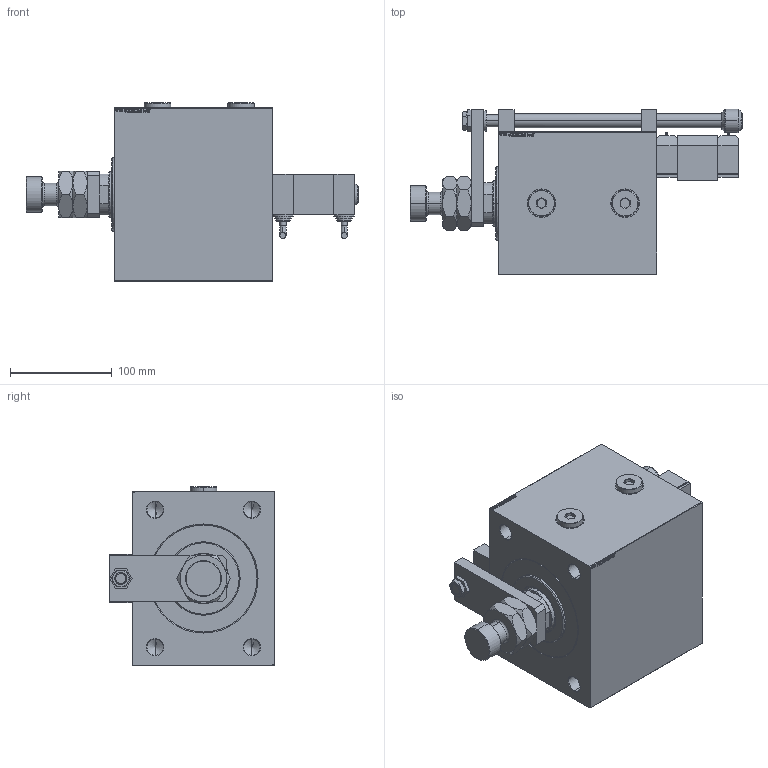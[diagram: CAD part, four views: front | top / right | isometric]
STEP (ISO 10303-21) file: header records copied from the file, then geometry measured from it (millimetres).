
FILE_DESCRIPTION (( 'STEP AP203' ), '1' );
FILE_NAME ('d2f9.STEP', '2024-02-11T23:35:37', ( '' ), ( '' ), 'SwSTEP 2.0', 'SolidWorks 2019', '' );
FILE_SCHEMA (( 'CONFIG_CONTROL_DESIGN' ));
Length unit declared in the file: millimetre
Products named in the file (15): NUT_D19_P aaf1ce94f8fa94f5bd85dc0995ba8eb5; TYC_P aaf1ce94f8fa94f5bd85dc0995ba8eb5; SWITCH DIM W_B aaf1ce94f8fa94f5bd85dc0995ba8eb5; MIDDLE aaf1ce94f8fa94f5bd85dc0995ba8eb5; d2f9; V450CM_VC_B aaf1ce94f8fa94f5bd85dc0995ba8eb5; KROUZEK_PRO_TYC aaf1ce94f8fa94f5bd85dc0995ba8eb5; Zatka_OIL_PORT aaf1ce94f8fa94f5bd85dc0995ba8eb5; P_V_Z_MFA aaf1ce94f8fa94f5bd85dc0995ba8eb5; NUT_D16 aaf1ce94f8fa94f5bd85dc0995ba8eb5; SWITCH P aaf1ce94f8fa94f5bd85dc0995ba8eb5; V450CM_B_Body aaf1ce94f8fa94f5bd85dc0995ba8eb5; V450CM_B_VCP aaf1ce94f8fa94f5bd85dc0995ba8eb5; ZARAZKA_P aaf1ce94f8fa94f5bd85dc0995ba8eb5; SWITCH_P_FRONT_BACK aaf1ce94f8fa94f5bd85dc0995ba8eb5
Assembly tree (17 placements, depth 2):
  d2f9
    V450CM_B_Body aaf1ce94f8fa94f5bd85dc0995ba8eb5
    V450CM_B_VCP aaf1ce94f8fa94f5bd85dc0995ba8eb5
    V450CM_VC_B aaf1ce94f8fa94f5bd85dc0995ba8eb5
    NUT_D16 aaf1ce94f8fa94f5bd85dc0995ba8eb5
    NUT_D19_P aaf1ce94f8fa94f5bd85dc0995ba8eb5
    SWITCH DIM W_B aaf1ce94f8fa94f5bd85dc0995ba8eb5
    ZARAZKA_P aaf1ce94f8fa94f5bd85dc0995ba8eb5
    TYC_P aaf1ce94f8fa94f5bd85dc0995ba8eb5
    SWITCH_P_FRONT_BACK aaf1ce94f8fa94f5bd85dc0995ba8eb5  x2
    SWITCH P aaf1ce94f8fa94f5bd85dc0995ba8eb5  x2
    MIDDLE aaf1ce94f8fa94f5bd85dc0995ba8eb5
    KROUZEK_PRO_TYC aaf1ce94f8fa94f5bd85dc0995ba8eb5
    P_V_Z_MFA aaf1ce94f8fa94f5bd85dc0995ba8eb5
    Zatka_OIL_PORT aaf1ce94f8fa94f5bd85dc0995ba8eb5  x2
Bounding box: 325.6 x 162.5 x 174.9 mm (x, y, z)
Volume: 3629299.1 mm3; surface area: 353670.5 mm2
Topology: 17 solids, 17 shells, 1215 faces, 2992 edges, 1930 vertices
Faces by surface type: plane 564, bspline 380, cylinder 134, cone 101, torus 36
Entity records: 53144 total; most frequent: CARTESIAN_POINT 27120, ORIENTED_EDGE 5572, DIRECTION 3835, EDGE_CURVE 2786, VERTEX_POINT 1810, LINE 1577, VECTOR 1577, EDGE_LOOP 1288
